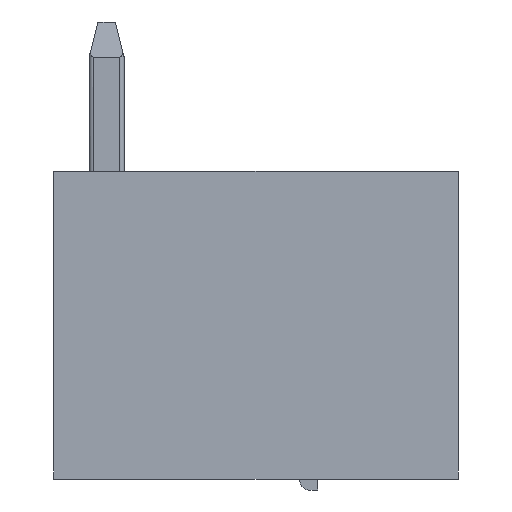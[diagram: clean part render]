
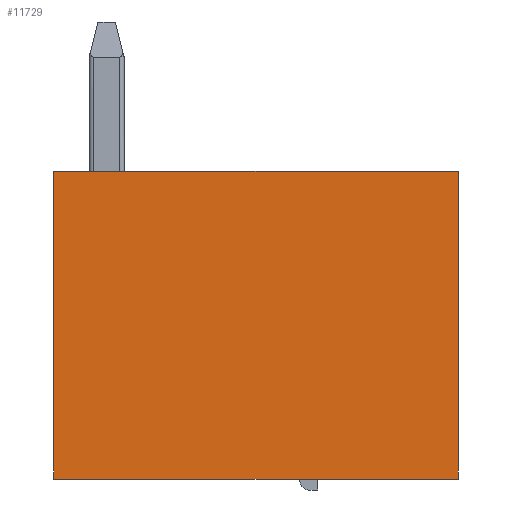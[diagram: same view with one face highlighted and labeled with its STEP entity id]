
A CAD part, front view. The second image highlights one B-rep face of the part: STEP entity #11729.
In plain terms, the highlighted planar face has unit normal (0, -1, 0).
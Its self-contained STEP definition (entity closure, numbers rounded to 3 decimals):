
#74=DIRECTION('',(0.,0.,1.));
#75=VECTOR('',#74,7.);
#76=CARTESIAN_POINT('',(0.,-4.51,-7.));
#77=LINE('',#76,#75);
#561=DIRECTION('',(0.,0.,1.));
#562=VECTOR('',#561,7.);
#563=CARTESIAN_POINT('',(9.2,-4.51,-7.));
#564=LINE('',#563,#562);
#3726=DIRECTION('',(-1.,0.,0.));
#3727=VECTOR('',#3726,9.2);
#3728=CARTESIAN_POINT('',(9.2,-4.51,0.));
#3729=LINE('',#3728,#3727);
#4047=DIRECTION('',(-1.,0.,0.));
#4048=VECTOR('',#4047,9.2);
#4049=CARTESIAN_POINT('',(9.2,-4.51,-7.));
#4050=LINE('',#4049,#4048);
#5774=CARTESIAN_POINT('',(9.2,-4.51,-7.));
#5775=CARTESIAN_POINT('',(9.2,-4.51,0.));
#5776=VERTEX_POINT('',#5774);
#5777=VERTEX_POINT('',#5775);
#5782=CARTESIAN_POINT('',(0.,-4.51,-7.));
#5783=CARTESIAN_POINT('',(0.,-4.51,0.));
#5784=VERTEX_POINT('',#5782);
#5785=VERTEX_POINT('',#5783);
#11718=CARTESIAN_POINT('',(9.2,-4.51,-7.));
#11719=DIRECTION('',(0.,1.,0.));
#11720=DIRECTION('',(0.,0.,1.));
#11721=AXIS2_PLACEMENT_3D('',#11718,#11719,#11720);
#11722=PLANE('',#11721);
#11723=ORIENTED_EDGE('',*,*,#6546,.F.);
#11724=ORIENTED_EDGE('',*,*,#6374,.T.);
#11725=ORIENTED_EDGE('',*,*,#6411,.T.);
#11726=ORIENTED_EDGE('',*,*,#11534,.F.);
#11727=EDGE_LOOP('',(#11723,#11724,#11725,#11726));
#11728=FACE_OUTER_BOUND('',#11727,.F.);
#11729=ADVANCED_FACE('',(#11728),#11722,.F.);
#6374=EDGE_CURVE('',#5776,#5784,#4050,.T.);
#6411=EDGE_CURVE('',#5784,#5785,#77,.T.);
#6546=EDGE_CURVE('',#5776,#5777,#564,.T.);
#11534=EDGE_CURVE('',#5777,#5785,#3729,.T.);
